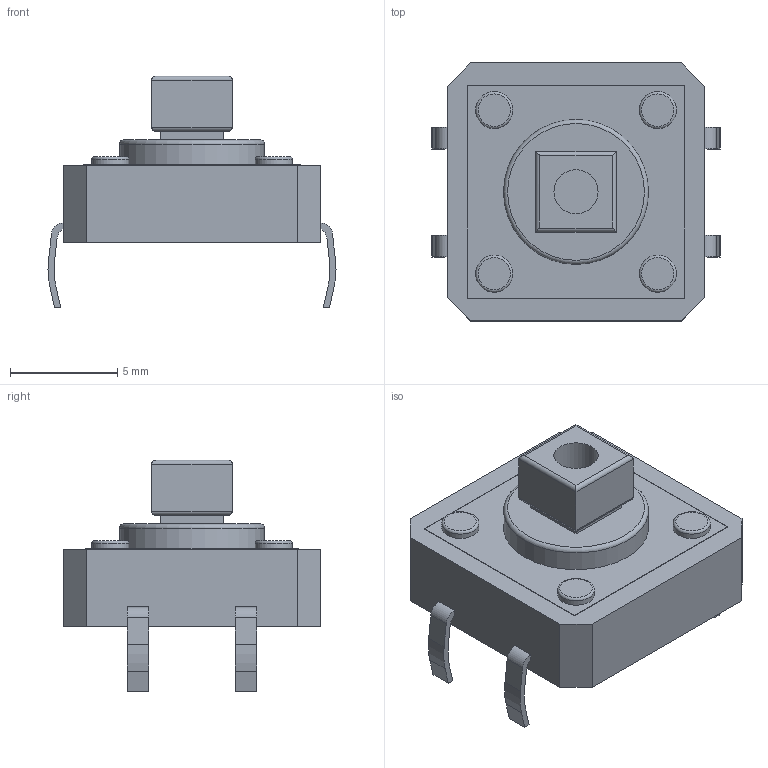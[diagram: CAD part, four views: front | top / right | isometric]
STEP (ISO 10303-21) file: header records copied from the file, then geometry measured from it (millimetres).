
FILE_DESCRIPTION(/* description */ ('Unknown','CAx-IF Rec.Pracs.---Representation and Presentation of Product Manufacturing Information (PMI)---4.0---2014-10-13','CAx-IF Rec.Pracs.---3D Tessellated Geometry---0.4---2014-09-14','2;1'),/* implementation_level */ '2;1');
FILE_NAME(/* name */ 'Tactal Switch - THRU(12mmx12mmx__mm)-Square Black',/* time_stamp */ '2022-09-04T01:47:21-04:00',/* author */ ('Unknown'),/* organization */ ('Unknown'),/* preprocessor_version */ 'ST-DEVELOPER v16.7',/* originating_system */ 'Solid Edge',/* authorisation */ 'Unknown');
FILE_SCHEMA (('AP242_MANAGED_MODEL_BASED_3D_ENGINEERING_MIM_LF { 1 0 10303 442 1 1 4 }'));
Length unit declared in the file: millimetre
Products named in the file (1): Tactal Switch - THRU(12mmx12mmx__mm)-Square Black
Bounding box: 13.42 x 12.01 x 10.79 mm (x, y, z)
Volume: 597.2 mm3; surface area: 583.9 mm2
Topology: 1 solids, 1 shells, 94 faces, 225 edges, 146 vertices
Faces by surface type: plane 59, cylinder 30, torus 5
Full cylindrical faces by diameter (mm): 1.727 x4, 2.057 x1, 6.756 x1
Entity records: 3320 total; most frequent: DIRECTION 460, CARTESIAN_POINT 453, ORIENTED_EDGE 426, EDGE_CURVE 213, LINE 156, VECTOR 156, AXIS2_PLACEMENT_3D 152, VERTEX_POINT 145
